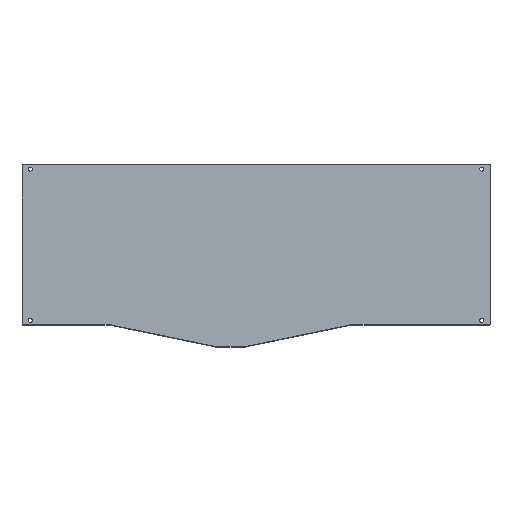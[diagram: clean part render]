
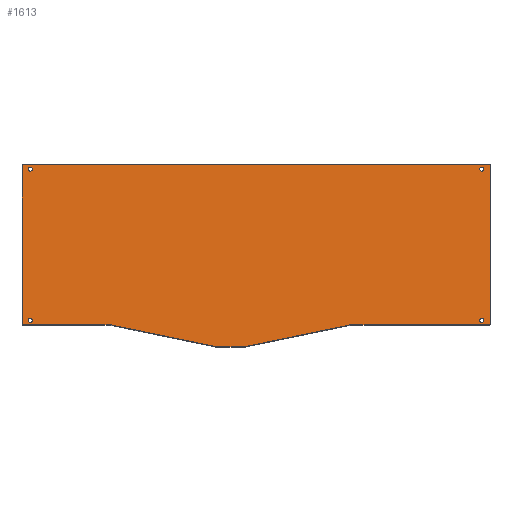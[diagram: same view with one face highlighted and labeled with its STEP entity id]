
A CAD part, top view. The second image highlights one B-rep face of the part: STEP entity #1613.
In plain terms, the highlighted planar face has unit normal (0, 0.087, 0.996).
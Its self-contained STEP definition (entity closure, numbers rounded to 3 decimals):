
#35=ELLIPSE('',#1793,1.556,1.55);
#36=ELLIPSE('',#1794,1.556,1.55);
#37=ELLIPSE('',#1795,1.556,1.55);
#38=ELLIPSE('',#1796,1.556,1.55);
#48=FACE_BOUND('',#561,.T.);
#49=FACE_BOUND('',#562,.T.);
#50=FACE_BOUND('',#563,.T.);
#51=FACE_BOUND('',#564,.T.);
#68=B_SPLINE_CURVE_WITH_KNOTS('',3,(#2991,#2992,#2993,#2994,#2995,#2996,
#2997),.UNSPECIFIED.,.F.,.F.,(4,1,1,1,4),(0.75,0.813,0.875,0.938,1.),
 .UNSPECIFIED.);
#69=B_SPLINE_CURVE_WITH_KNOTS('',3,(#3018,#3019,#3020,#3021,#3022,#3023,
#3024),.UNSPECIFIED.,.F.,.F.,(4,1,1,1,4),(0.5,0.563,0.625,0.688,0.75),
 .UNSPECIFIED.);
#70=B_SPLINE_CURVE_WITH_KNOTS('',3,(#3045,#3046,#3047,#3048,#3049,#3050,
#3051),.UNSPECIFIED.,.F.,.F.,(4,1,1,1,4),(0.25,0.313,0.375,0.438,0.5),
 .UNSPECIFIED.);
#71=B_SPLINE_CURVE_WITH_KNOTS('',3,(#3072,#3073,#3074,#3075,#3076,#3077,
#3078),.UNSPECIFIED.,.F.,.F.,(4,1,1,1,4),(0.,0.063,0.125,0.188,0.25),
 .UNSPECIFIED.);
#101=PLANE('',#1805);
#193=LINE('',#2961,#304);
#196=LINE('',#2966,#307);
#198=LINE('',#2970,#309);
#200=LINE('',#2974,#311);
#203=LINE('',#3001,#314);
#206=LINE('',#3028,#317);
#209=LINE('',#3055,#320);
#212=LINE('',#3081,#323);
#304=VECTOR('',#2263,10.);
#307=VECTOR('',#2268,10.);
#309=VECTOR('',#2272,10.);
#311=VECTOR('',#2276,10.);
#314=VECTOR('',#2281,10.);
#317=VECTOR('',#2286,10.);
#320=VECTOR('',#2291,10.);
#323=VECTOR('',#2296,10.);
#456=FACE_OUTER_BOUND('',#560,.T.);
#560=EDGE_LOOP('',(#1488,#1489,#1490,#1491,#1492,#1493,#1494,#1495,#1496,
#1497,#1498,#1499));
#561=EDGE_LOOP('',(#1500));
#562=EDGE_LOOP('',(#1501));
#563=EDGE_LOOP('',(#1502));
#564=EDGE_LOOP('',(#1503));
#786=VERTEX_POINT('',#2888);
#787=VERTEX_POINT('',#2910);
#788=VERTEX_POINT('',#2932);
#789=VERTEX_POINT('',#2954);
#790=VERTEX_POINT('',#2959);
#791=VERTEX_POINT('',#2960);
#792=VERTEX_POINT('',#2965);
#793=VERTEX_POINT('',#2969);
#794=VERTEX_POINT('',#2973);
#795=VERTEX_POINT('',#2990);
#796=VERTEX_POINT('',#3000);
#797=VERTEX_POINT('',#3017);
#798=VERTEX_POINT('',#3027);
#799=VERTEX_POINT('',#3044);
#800=VERTEX_POINT('',#3054);
#801=VERTEX_POINT('',#3071);
#1004=EDGE_CURVE('',#786,#786,#35,.T.);
#1006=EDGE_CURVE('',#787,#787,#36,.T.);
#1008=EDGE_CURVE('',#788,#788,#37,.T.);
#1010=EDGE_CURVE('',#789,#789,#38,.T.);
#1012=EDGE_CURVE('',#790,#791,#193,.T.);
#1015=EDGE_CURVE('',#791,#792,#196,.T.);
#1017=EDGE_CURVE('',#792,#793,#198,.T.);
#1019=EDGE_CURVE('',#793,#794,#200,.T.);
#1021=EDGE_CURVE('',#795,#794,#68,.T.);
#1023=EDGE_CURVE('',#795,#796,#203,.T.);
#1025=EDGE_CURVE('',#797,#796,#69,.T.);
#1027=EDGE_CURVE('',#797,#798,#206,.T.);
#1029=EDGE_CURVE('',#799,#798,#70,.T.);
#1031=EDGE_CURVE('',#799,#800,#209,.T.);
#1033=EDGE_CURVE('',#801,#800,#71,.T.);
#1035=EDGE_CURVE('',#801,#790,#212,.T.);
#1488=ORIENTED_EDGE('',*,*,#1035,.T.);
#1489=ORIENTED_EDGE('',*,*,#1012,.T.);
#1490=ORIENTED_EDGE('',*,*,#1015,.T.);
#1491=ORIENTED_EDGE('',*,*,#1017,.T.);
#1492=ORIENTED_EDGE('',*,*,#1019,.T.);
#1493=ORIENTED_EDGE('',*,*,#1021,.F.);
#1494=ORIENTED_EDGE('',*,*,#1023,.T.);
#1495=ORIENTED_EDGE('',*,*,#1025,.F.);
#1496=ORIENTED_EDGE('',*,*,#1027,.T.);
#1497=ORIENTED_EDGE('',*,*,#1029,.F.);
#1498=ORIENTED_EDGE('',*,*,#1031,.T.);
#1499=ORIENTED_EDGE('',*,*,#1033,.F.);
#1500=ORIENTED_EDGE('',*,*,#1008,.T.);
#1501=ORIENTED_EDGE('',*,*,#1010,.T.);
#1502=ORIENTED_EDGE('',*,*,#1004,.T.);
#1503=ORIENTED_EDGE('',*,*,#1006,.T.);
#1613=ADVANCED_FACE('',(#456,#48,#49,#50,#51),#101,.T.);
#1793=AXIS2_PLACEMENT_3D('',#2889,#2253,#2254);
#1794=AXIS2_PLACEMENT_3D('',#2911,#2255,#2256);
#1795=AXIS2_PLACEMENT_3D('',#2933,#2257,#2258);
#1796=AXIS2_PLACEMENT_3D('',#2955,#2259,#2260);
#1805=AXIS2_PLACEMENT_3D('',#3082,#2297,#2298);
#2253=DIRECTION('center_axis',(0.,-0.087,
-0.996));
#2254=DIRECTION('ref_axis',(0.,0.996,-0.087));
#2255=DIRECTION('center_axis',(0.,-0.087,
-0.996));
#2256=DIRECTION('ref_axis',(0.,0.996,-0.087));
#2257=DIRECTION('center_axis',(0.,-0.087,
-0.996));
#2258=DIRECTION('ref_axis',(0.,0.996,-0.087));
#2259=DIRECTION('center_axis',(0.,-0.087,
-0.996));
#2260=DIRECTION('ref_axis',(0.,0.996,-0.087));
#2263=DIRECTION('',(0.979,-0.202,0.018));
#2268=DIRECTION('',(1.,0.,0.));
#2272=DIRECTION('',(0.979,0.202,-0.018));
#2276=DIRECTION('',(1.,0.,0.));
#2281=DIRECTION('',(0.,0.996,-0.087));
#2286=DIRECTION('',(-1.,0.,0.));
#2291=DIRECTION('',(0.,-0.996,0.087));
#2296=DIRECTION('',(1.,0.,0.));
#2297=DIRECTION('center_axis',(0.,0.087,
0.996));
#2298=DIRECTION('ref_axis',(-1.,0.,0.));
#2888=CARTESIAN_POINT('',(191.594,-205.633,-18.686));
#2889=CARTESIAN_POINT('Origin',(190.044,-205.633,-18.686));
#2910=CARTESIAN_POINT('',(-151.406,-205.633,-18.686));
#2911=CARTESIAN_POINT('Origin',(-152.956,-205.633,-18.686));
#2932=CARTESIAN_POINT('',(191.594,-90.633,-28.747));
#2933=CARTESIAN_POINT('Origin',(190.044,-90.633,-28.747));
#2954=CARTESIAN_POINT('',(-151.406,-90.633,-28.747));
#2955=CARTESIAN_POINT('Origin',(-152.956,-90.633,-28.747));
#2959=CARTESIAN_POINT('',(-93.132,-208.803,-18.408));
#2960=CARTESIAN_POINT('',(-10.67,-225.805,-16.921));
#2961=CARTESIAN_POINT('',(-93.132,-208.803,-18.408));
#2965=CARTESIAN_POINT('',(8.983,-225.805,-16.921));
#2966=CARTESIAN_POINT('',(-10.67,-225.805,-16.921));
#2969=CARTESIAN_POINT('',(91.444,-208.803,-18.408));
#2970=CARTESIAN_POINT('',(8.983,-225.805,-16.921));
#2973=CARTESIAN_POINT('',(196.044,-208.803,-18.408));
#2974=CARTESIAN_POINT('',(91.444,-208.803,-18.408));
#2990=CARTESIAN_POINT('',(196.344,-208.502,-18.435));
#2991=CARTESIAN_POINT('Ctrl Pts',(196.344,-208.502,-18.435));
#2992=CARTESIAN_POINT('Ctrl Pts',(196.344,-208.541,-18.431));
#2993=CARTESIAN_POINT('Ctrl Pts',(196.328,-208.62,-18.424));
#2994=CARTESIAN_POINT('Ctrl Pts',(196.261,-208.72,-18.416));
#2995=CARTESIAN_POINT('Ctrl Pts',(196.162,-208.787,-18.41));
#2996=CARTESIAN_POINT('Ctrl Pts',(196.083,-208.803,-18.408));
#2997=CARTESIAN_POINT('Ctrl Pts',(196.044,-208.803,-18.408));
#3000=CARTESIAN_POINT('',(196.344,-87.502,-29.021));
#3001=CARTESIAN_POINT('',(196.344,-208.502,-18.435));
#3017=CARTESIAN_POINT('',(196.044,-87.201,-29.047));
#3018=CARTESIAN_POINT('Ctrl Pts',(196.044,-87.201,-29.047));
#3019=CARTESIAN_POINT('Ctrl Pts',(196.083,-87.201,-29.047));
#3020=CARTESIAN_POINT('Ctrl Pts',(196.162,-87.217,-29.046));
#3021=CARTESIAN_POINT('Ctrl Pts',(196.261,-87.283,-29.04));
#3022=CARTESIAN_POINT('Ctrl Pts',(196.328,-87.383,-29.031));
#3023=CARTESIAN_POINT('Ctrl Pts',(196.344,-87.462,-29.024));
#3024=CARTESIAN_POINT('Ctrl Pts',(196.344,-87.502,-29.021));
#3027=CARTESIAN_POINT('',(-158.956,-87.201,-29.047));
#3028=CARTESIAN_POINT('',(196.044,-87.201,-29.047));
#3044=CARTESIAN_POINT('',(-159.256,-87.502,-29.021));
#3045=CARTESIAN_POINT('Ctrl Pts',(-159.256,-87.502,-29.021));
#3046=CARTESIAN_POINT('Ctrl Pts',(-159.256,-87.462,-29.024));
#3047=CARTESIAN_POINT('Ctrl Pts',(-159.24,-87.383,-29.031));
#3048=CARTESIAN_POINT('Ctrl Pts',(-159.173,-87.283,-29.04));
#3049=CARTESIAN_POINT('Ctrl Pts',(-159.074,-87.217,-29.046));
#3050=CARTESIAN_POINT('Ctrl Pts',(-158.995,-87.201,-29.047));
#3051=CARTESIAN_POINT('Ctrl Pts',(-158.956,-87.201,-29.047));
#3054=CARTESIAN_POINT('',(-159.256,-208.502,-18.435));
#3055=CARTESIAN_POINT('',(-159.256,-87.502,-29.021));
#3071=CARTESIAN_POINT('',(-158.956,-208.803,-18.408));
#3072=CARTESIAN_POINT('Ctrl Pts',(-158.956,-208.803,-18.408));
#3073=CARTESIAN_POINT('Ctrl Pts',(-158.995,-208.803,-18.408));
#3074=CARTESIAN_POINT('Ctrl Pts',(-159.074,-208.787,-18.41));
#3075=CARTESIAN_POINT('Ctrl Pts',(-159.173,-208.72,-18.416));
#3076=CARTESIAN_POINT('Ctrl Pts',(-159.24,-208.62,-18.424));
#3077=CARTESIAN_POINT('Ctrl Pts',(-159.256,-208.541,-18.431));
#3078=CARTESIAN_POINT('Ctrl Pts',(-159.256,-208.502,-18.435));
#3081=CARTESIAN_POINT('',(-158.956,-208.803,-18.408));
#3082=CARTESIAN_POINT('Origin',(18.544,-156.503,-22.984));
